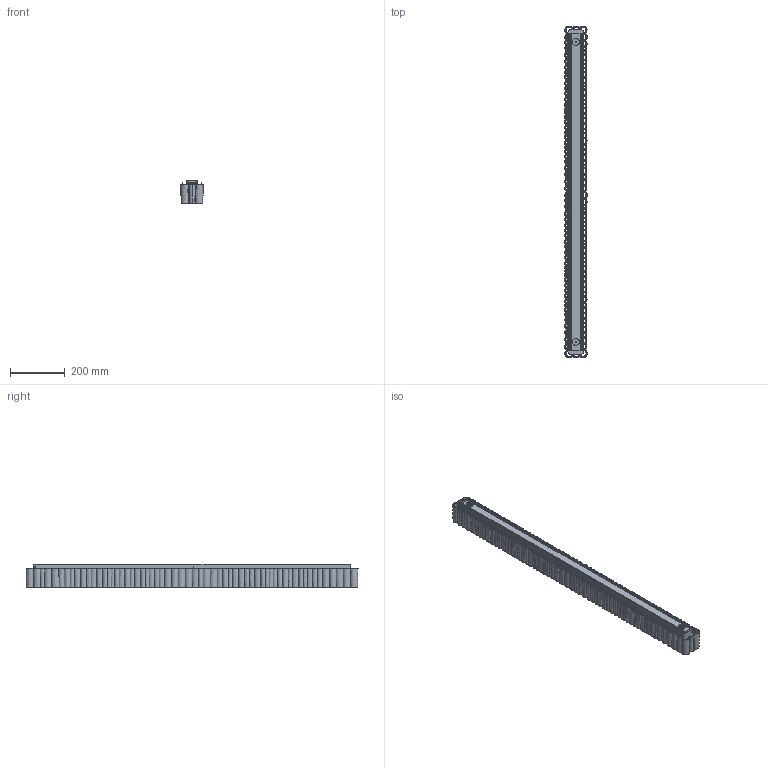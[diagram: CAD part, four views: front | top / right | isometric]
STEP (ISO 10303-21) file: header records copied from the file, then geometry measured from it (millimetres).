
FILE_DESCRIPTION(/* description */ (''),/* implementation_level */ '2;1');
FILE_NAME(/* name */ '022000_CALIPSO LINEAR 120 CEILING F.0 - Rifatto',/* time_stamp */ '2019-07-23T12:19:30+02:00',/* author */ (''),/* organization */ (''),/* preprocessor_version */ 'ST-DEVELOPER v15',/* originating_system */ '',/* authorisation */ '');
FILE_SCHEMA (('AUTOMOTIVE_DESIGN'));
Products named in the file (1): Document
Bounding box: 82.55 x 1212.1 x 85.76 mm (x, y, z)
Volume: 682558.4 mm3; surface area: 1378463.9 mm2
Topology: 9 solids, 26 shells, 2667 faces, 8442 edges, 5562 vertices
Faces by surface type: bspline 2206, plane 461
Entity records: 170167 total; most frequent: CARTESIAN_POINT 123418, ORIENTED_EDGE 16666, EDGE_CURVE 8446, VERTEX_POINT 5563, B_SPLINE_CURVE_WITH_KNOTS 4661, EDGE_LOOP 3207, ADVANCED_FACE 2658, FACE_OUTER_BOUND 2658
